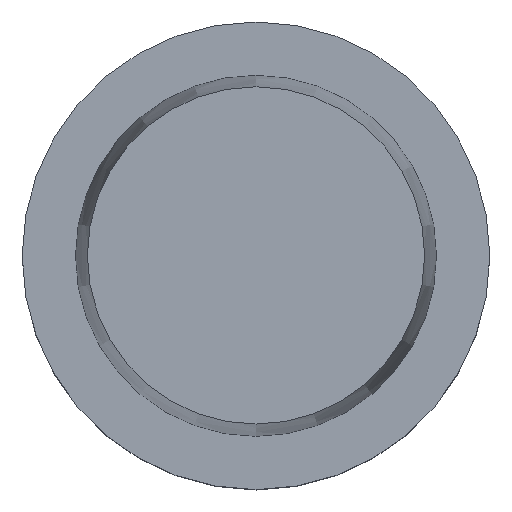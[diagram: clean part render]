
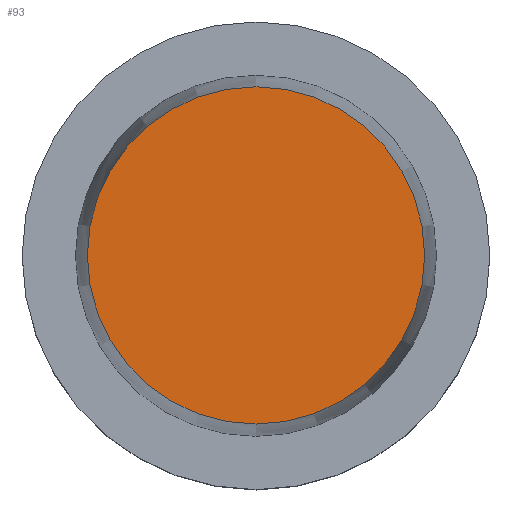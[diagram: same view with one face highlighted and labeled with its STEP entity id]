
A CAD part, top view. The second image highlights one B-rep face of the part: STEP entity #93.
In plain terms, the highlighted planar face has unit normal (0, 0, 1).
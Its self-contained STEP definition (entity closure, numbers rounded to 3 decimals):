
#93=ADVANCED_FACE('Unnamed[1]',(#213),#214,.T.);
#128=EDGE_CURVE('Unnamed[1]',#268,#268,#269,.T.);
#213=FACE_OUTER_BOUND('',#367,.T.);
#214=PLANE('',#368);
#268=VERTEX_POINT('',#436);
#269=CIRCLE('',#437,22.715);
#367=EDGE_LOOP('',(#523));
#368=AXIS2_PLACEMENT_3D('',#524,#525,#526);
#436=CARTESIAN_POINT('',(0.,22.715,32.0));
#437=AXIS2_PLACEMENT_3D('',#586,#587,#588);
#523=ORIENTED_EDGE('',*,*,#128,.F.);
#524=CARTESIAN_POINT('',(0.,11.358,32.0));
#525=DIRECTION('',(0.,0.,1.0));
#526=DIRECTION('',(0.,-1.0,0.));
#586=CARTESIAN_POINT('',(0.,0.,32.0));
#587=DIRECTION('',(0.,0.,-1.0));
#588=DIRECTION('',(0.,1.0,0.));
